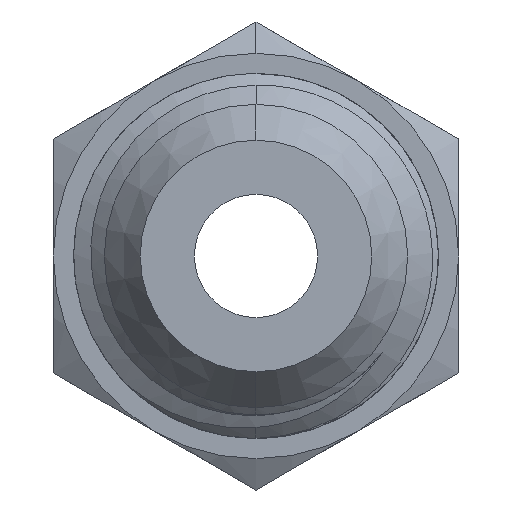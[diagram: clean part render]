
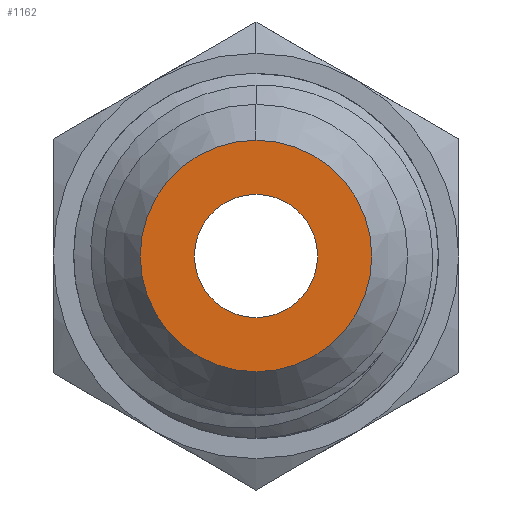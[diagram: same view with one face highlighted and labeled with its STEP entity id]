
A CAD part, front view. The second image highlights one B-rep face of the part: STEP entity #1162.
In plain terms, the highlighted planar face has unit normal (0, -1, 0).
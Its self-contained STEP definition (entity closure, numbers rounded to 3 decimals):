
#24=FACE_BOUND('',#267,.T.);
#35=PLANE('',#1277);
#102=CIRCLE('',#1211,2.413);
#103=CIRCLE('',#1213,4.534);
#131=CIRCLE('',#1276,2.413);
#132=CIRCLE('',#1278,4.534);
#193=FACE_OUTER_BOUND('',#266,.T.);
#266=EDGE_LOOP('',(#960,#961));
#267=EDGE_LOOP('',(#962,#963));
#474=VERTEX_POINT('',#2568);
#475=VERTEX_POINT('',#2570);
#476=VERTEX_POINT('',#2574);
#477=VERTEX_POINT('',#2575);
#599=EDGE_CURVE('',#474,#475,#102,.T.);
#601=EDGE_CURVE('',#476,#477,#103,.T.);
#694=EDGE_CURVE('',#475,#474,#131,.T.);
#695=EDGE_CURVE('',#477,#476,#132,.T.);
#960=ORIENTED_EDGE('',*,*,#695,.T.);
#961=ORIENTED_EDGE('',*,*,#601,.T.);
#962=ORIENTED_EDGE('',*,*,#694,.F.);
#963=ORIENTED_EDGE('',*,*,#599,.F.);
#1162=ADVANCED_FACE('',(#193,#24),#35,.F.);
#1211=AXIS2_PLACEMENT_3D('',#2571,#1380,#1381);
#1213=AXIS2_PLACEMENT_3D('',#2576,#1385,#1386);
#1276=AXIS2_PLACEMENT_3D('',#3412,#1533,#1534);
#1277=AXIS2_PLACEMENT_3D('',#3413,#1535,#1536);
#1278=AXIS2_PLACEMENT_3D('',#3414,#1537,#1538);
#1380=DIRECTION('center_axis',(0.,-1.,0.));
#1381=DIRECTION('ref_axis',(0.,0.,-1.));
#1385=DIRECTION('center_axis',(0.,-1.,0.));
#1386=DIRECTION('ref_axis',(0.,0.,-1.));
#1533=DIRECTION('center_axis',(0.,-1.,0.));
#1534=DIRECTION('ref_axis',(0.,0.,-1.));
#1535=DIRECTION('center_axis',(0.,1.,0.));
#1536=DIRECTION('ref_axis',(0.,0.,1.));
#1537=DIRECTION('center_axis',(0.,-1.,0.));
#1538=DIRECTION('ref_axis',(0.,0.,-1.));
#2568=CARTESIAN_POINT('',(0.,-15.748,2.413));
#2570=CARTESIAN_POINT('',(0.,-15.748,-2.413));
#2571=CARTESIAN_POINT('Origin',(0.,-15.748,0.));
#2574=CARTESIAN_POINT('',(0.,-15.748,-4.534));
#2575=CARTESIAN_POINT('',(0.,-15.748,4.534));
#2576=CARTESIAN_POINT('Origin',(0.,-15.748,0.));
#3412=CARTESIAN_POINT('Origin',(0.,-15.748,0.));
#3413=CARTESIAN_POINT('Origin',(0.,-15.748,2.413));
#3414=CARTESIAN_POINT('Origin',(0.,-15.748,0.));
